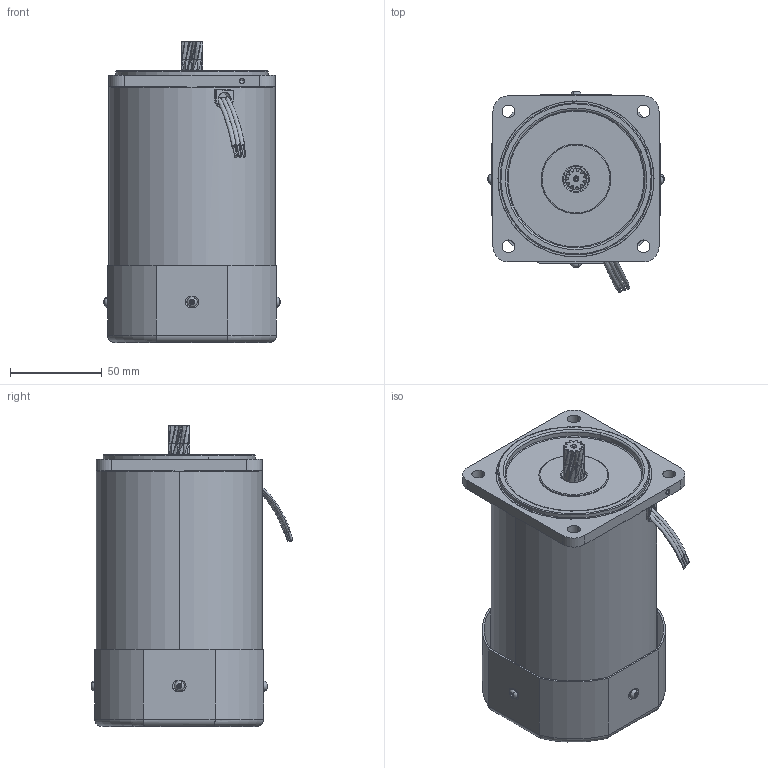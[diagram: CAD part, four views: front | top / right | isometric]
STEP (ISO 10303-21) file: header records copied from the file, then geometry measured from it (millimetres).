
FILE_DESCRIPTION (( 'STEP AP203' ), '1' );
FILE_NAME ('5IK90GX-¡¼F-5C0A5¡¼1000Z0.STEP', '2017-10-13T00:50:04', ( '' ), ( '' ), 'SwSTEP 2.0', 'SolidWorks 2010', '' );
FILE_SCHEMA (( 'CONFIG_CONTROL_DESIGN' ));
Length unit declared in the file: millimetre
Products named in the file (8): 丸頭十字螺絲M3x6_B18.6.7M - M3 x 0.5 x 8 Type I Cross Recessed PHMS --8C; 上蓋 C583-32; 90GX_1成品; 5IK90GX-〖F-5C0A5〖1000Z0; 線扣; 出口線-3條; M590-F; 風扇蓋FC-9042-21
Assembly tree (10 placements, depth 2):
  5IK90GX-〖F-5C0A5〖1000Z0
    丸頭十字螺絲M3x6_B18.6.7M - M3 x 0.5 x 8 Type I Cross Recessed PHMS --8C  x4
    線扣
    風扇蓋FC-9042-21
    出口線-3條
    90GX_1成品
    上蓋 C583-32
    M590-F
Bounding box: 95.92 x 109.89 x 164 mm (x, y, z)
Volume: 871627.3 mm3; surface area: 112636.8 mm2
Topology: 12 solids, 13 shells, 594 faces, 1490 edges, 948 vertices
Faces by surface type: cylinder 210, plane 196, bspline 78, torus 69, cone 29, sphere 12
Entity records: 20900 total; most frequent: CARTESIAN_POINT 8060, ORIENTED_EDGE 2520, DIRECTION 2433, EDGE_CURVE 1260, AXIS2_PLACEMENT_3D 984, VERTEX_POINT 804, EDGE_LOOP 594, CIRCLE 542
